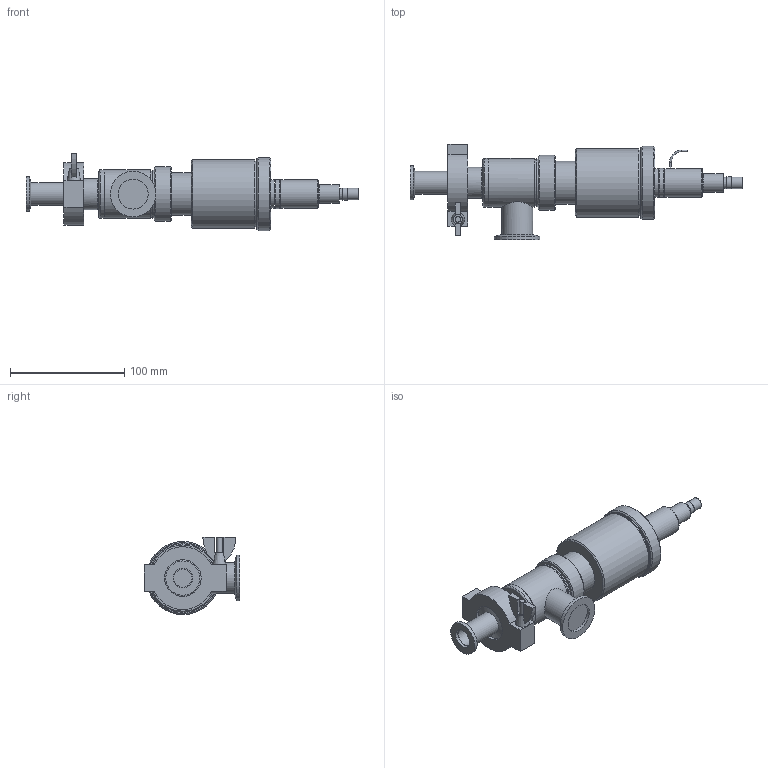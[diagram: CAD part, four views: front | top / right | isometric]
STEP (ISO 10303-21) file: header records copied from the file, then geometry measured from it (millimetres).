
FILE_DESCRIPTION((''),'2;1');
FILE_NAME('ZFP-SET.stp','2018-12-10T10:23:50',('UJ23342'),(''),'Autodesk Inventor 2010','Autodesk Inventor 2010','');
FILE_SCHEMA(('CONFIG_CONTROL_DESIGN'));
Length unit declared in the file: millimetre
Products named in the file (1): ZFP-SET
Bounding box: 290.9 x 84 x 67.6 mm (x, y, z)
Volume: 414152.6 mm3; surface area: 68193.6 mm2
Topology: 5 solids, 5 shells, 122 faces, 237 edges, 155 vertices
Faces by surface type: plane 55, cylinder 45, cone 15, torus 7
Full cylindrical faces by diameter (mm): 1.5 x2, 4.2 x1, 5 x1, 10 x1, 10.5 x1, 16 x1, 16.2 x1, 17 x1, 17.2 x1, 18.9 x1, 20 x1, 23.7 x1, 24 x1, 25 x2, 25.4 x1, 26 x2, 26.2 x3, 27.2 x2, 30 x1, 32 x2, 37.5 x1, 40 x3, 40.4 x1, 42 x1, 42.7 x2, 44 x1, 48 x1, 58.4 x1, 60 x2, 64 x1
Entity records: 3018 total; most frequent: CARTESIAN_POINT 544, DIRECTION 508, ORIENTED_EDGE 326, AXIS2_PLACEMENT_3D 235, EDGE_LOOP 224, EDGE_CURVE 163, VERTEX_POINT 145, FACE_OUTER_BOUND 122
